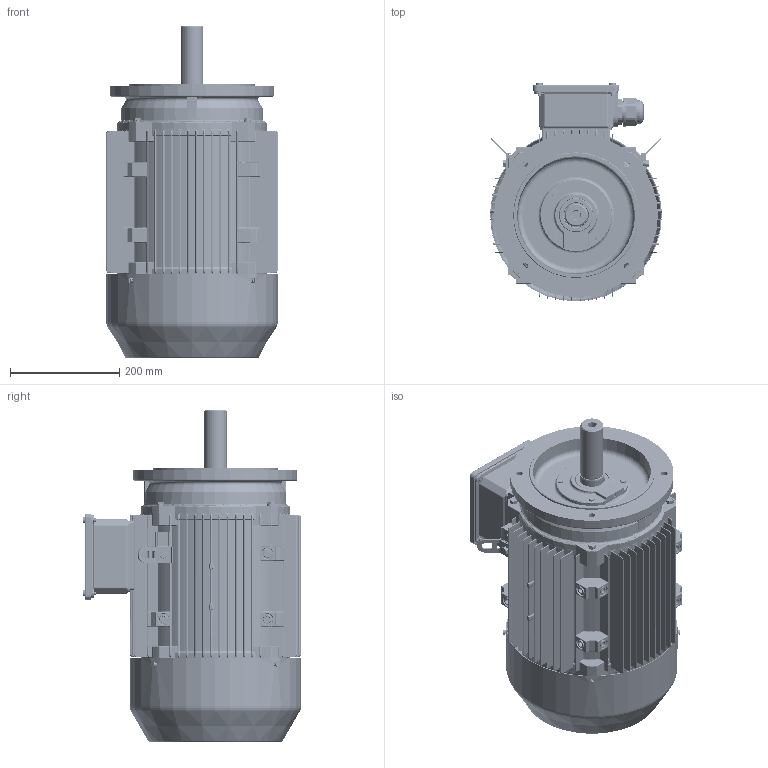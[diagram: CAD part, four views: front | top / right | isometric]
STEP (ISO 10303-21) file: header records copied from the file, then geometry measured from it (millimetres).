
FILE_DESCRIPTION(/* description */ (''),/* implementation_level */ '2;1');
FILE_NAME(/* name */ 'JL-160M-B14B.stp',/* time_stamp */ '2018-12-30T15:38:22+08:00',/* author */ (''),/* organization */ (''),/* preprocessor_version */ 'ST-DEVELOPER v16.7',/* originating_system */ 'SIEMENS PLM Software NX 12.0',/* authorisation */ '');
FILE_SCHEMA (('AP203_CONFIGURATION_CONTROLLED_3D_DESIGN_OF_MECHANICAL_PARTS_AND_ASSEMBLIES_MIM_LF { 1 0 10303 403 2 1 2}'));
Products named in the file (1): JL-160M-B14B
Bounding box: 316 x 399.71 x 607.97 mm (x, y, z)
Volume: 7083616.1 mm3; surface area: 2553759.7 mm2
Topology: 62 solids, 62 shells, 8523 faces, 22003 edges, 13849 vertices
Faces by surface type: plane 3854, cylinder 2083, bspline 1257, torus 818, cone 273, sphere 238
Full cylindrical faces by diameter (mm): 4.48 x5, 5 x7, 5.3 x5, 5.35 x4, 6 x4, 7.188 x8, 8 x15, 8.58 x2, 9.1 x8, 10 x9, 12 x4, 12.1 x2, 14.785 x2, 16 x1, 18 x2, 27.5 x2, 32.5 x4, 38.75 x12, 40 x4, 41.25 x12, 43.125 x2, 45 x2, 53.125 x2, 62 x2, 100.01 x1, 132 x1, 230 x1, 260 x1, 263 x3, 300 x1
Entity records: 316180 total; most frequent: CARTESIAN_POINT 121447, ORIENTED_EDGE 43254, DIRECTION 35804, EDGE_CURVE 21627, VERTEX_POINT 13712, AXIS2_PLACEMENT_3D 12021, LINE 11762, VECTOR 11762
